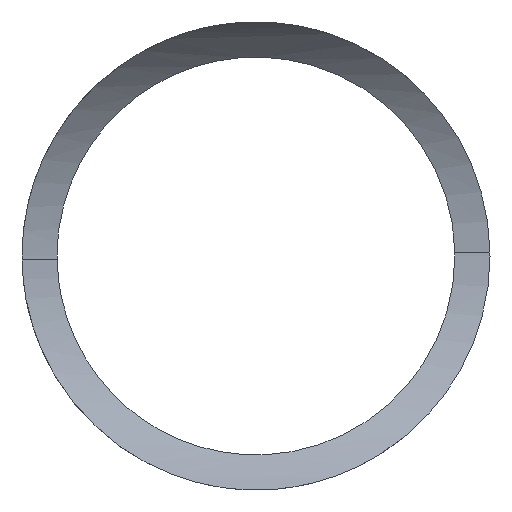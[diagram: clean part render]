
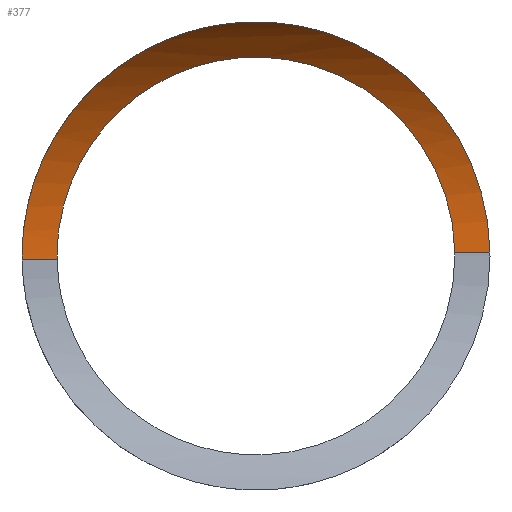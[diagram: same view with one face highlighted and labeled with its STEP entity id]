
A CAD part, front view. The second image highlights one B-rep face of the part: STEP entity #377.
In plain terms, the highlighted cylindrical face has radius 12.5 mm (diameter 25 mm), a partial arc.
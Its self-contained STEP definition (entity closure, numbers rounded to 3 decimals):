
#197=CARTESIAN_POINT('Vertex',(-318.684,-159.89,-63.295)) ;
#201=CARTESIAN_POINT('Control Point',(-318.684,-159.89,-63.295)) ;
#202=CARTESIAN_POINT('Control Point',(-318.706,-159.89,-62.008)) ;
#203=CARTESIAN_POINT('Control Point',(-318.972,-160.05,-60.724)) ;
#204=CARTESIAN_POINT('Control Point',(-319.479,-160.371,-59.542)) ;
#205=CARTESIAN_POINT('Control Point',(-320.437,-160.95,-58.079)) ;
#206=CARTESIAN_POINT('Control Point',(-321.69,-161.594,-56.926)) ;
#207=CARTESIAN_POINT('Control Point',(-322.078,-161.783,-56.618)) ;
#208=CARTESIAN_POINT('Control Point',(-323.181,-162.28,-55.864)) ;
#209=CARTESIAN_POINT('Control Point',(-324.437,-162.711,-55.328)) ;
#210=CARTESIAN_POINT('Control Point',(-325.283,-162.93,-55.083)) ;
#211=CARTESIAN_POINT('Control Point',(-327.026,-163.156,-54.83)) ;
#212=CARTESIAN_POINT('Control Point',(-328.779,-162.968,-55.026)) ;
#213=CARTESIAN_POINT('Control Point',(-329.601,-162.773,-55.23)) ;
#214=CARTESIAN_POINT('Control Point',(-331.082,-162.284,-55.789)) ;
#215=CARTESIAN_POINT('Control Point',(-332.36,-161.667,-56.64)) ;
#216=CARTESIAN_POINT('Control Point',(-332.925,-161.362,-57.11)) ;
#217=CARTESIAN_POINT('Control Point',(-334.188,-160.623,-58.411)) ;
#218=CARTESIAN_POINT('Control Point',(-335.093,-160.002,-60.047)) ;
#219=CARTESIAN_POINT('Control Point',(-335.486,-159.716,-61.129)) ;
#220=CARTESIAN_POINT('Control Point',(-335.683,-159.565,-62.284)) ;
#221=CARTESIAN_POINT('Control Point',(-335.683,-159.552,-63.441)) ;
#222=CARTESIAN_POINT('Vertex',(-335.683,-159.552,-63.441)) ;
#282=CARTESIAN_POINT('Vertex',(-337.181,-159.521,-63.611)) ;
#286=CARTESIAN_POINT('Control Point',(-337.181,-159.521,-63.611)) ;
#287=CARTESIAN_POINT('Control Point',(-337.182,-159.521,-63.554)) ;
#288=CARTESIAN_POINT('Control Point',(-337.183,-159.522,-63.498)) ;
#289=CARTESIAN_POINT('Control Point',(-337.183,-159.522,-63.441)) ;
#290=CARTESIAN_POINT('Vertex',(-337.183,-159.522,-63.441)) ;
#315=CARTESIAN_POINT('Axis2P3D Location',(-243.067,-173.901,-62.001)) ;
#320=CARTESIAN_POINT('Line Origine',(-242.818,-161.403,-62.001)) ;
#324=CARTESIAN_POINT('Vertex',(-317.184,-159.92,-63.27)) ;
#328=CARTESIAN_POINT('Control Point',(-317.184,-159.92,-63.27)) ;
#329=CARTESIAN_POINT('Control Point',(-317.207,-159.92,-61.91)) ;
#330=CARTESIAN_POINT('Control Point',(-317.462,-160.1,-60.553)) ;
#331=CARTESIAN_POINT('Control Point',(-317.946,-160.459,-59.293)) ;
#332=CARTESIAN_POINT('Control Point',(-319.153,-161.344,-57.198)) ;
#333=CARTESIAN_POINT('Control Point',(-320.832,-162.458,-55.607)) ;
#334=CARTESIAN_POINT('Control Point',(-321.695,-162.991,-54.98)) ;
#335=CARTESIAN_POINT('Control Point',(-323.32,-163.883,-54.093)) ;
#336=CARTESIAN_POINT('Control Point',(-325.199,-164.51,-53.589)) ;
#337=CARTESIAN_POINT('Control Point',(-326.029,-164.699,-53.452)) ;
#338=CARTESIAN_POINT('Control Point',(-327.326,-164.787,-53.388)) ;
#339=CARTESIAN_POINT('Control Point',(-328.593,-164.606,-53.527)) ;
#340=CARTESIAN_POINT('Control Point',(-329.016,-164.515,-53.597)) ;
#341=CARTESIAN_POINT('Control Point',(-329.911,-164.266,-53.794)) ;
#342=CARTESIAN_POINT('Control Point',(-330.751,-163.925,-54.081)) ;
#343=CARTESIAN_POINT('Control Point',(-331.188,-163.722,-54.26)) ;
#344=CARTESIAN_POINT('Control Point',(-332.158,-163.225,-54.725)) ;
#345=CARTESIAN_POINT('Control Point',(-333.041,-162.684,-55.304)) ;
#346=CARTESIAN_POINT('Control Point',(-333.515,-162.373,-55.667)) ;
#347=CARTESIAN_POINT('Control Point',(-334.443,-161.732,-56.494)) ;
#348=CARTESIAN_POINT('Control Point',(-335.245,-161.129,-57.47)) ;
#349=CARTESIAN_POINT('Control Point',(-335.624,-160.834,-58.017)) ;
#350=CARTESIAN_POINT('Control Point',(-336.375,-160.234,-59.323)) ;
#351=CARTESIAN_POINT('Control Point',(-336.886,-159.801,-60.803)) ;
#352=CARTESIAN_POINT('Control Point',(-337.084,-159.627,-61.664)) ;
#353=CARTESIAN_POINT('Control Point',(-337.183,-159.534,-62.552)) ;
#354=CARTESIAN_POINT('Control Point',(-337.183,-159.522,-63.441)) ;
#356=CARTESIAN_POINT('Line Origine',(-242.818,-161.403,-62.001)) ;
#360=CARTESIAN_POINT('Vertex',(-335.681,-159.551,-63.585)) ;
#364=CARTESIAN_POINT('Control Point',(-335.681,-159.551,-63.585)) ;
#365=CARTESIAN_POINT('Control Point',(-335.682,-159.551,-63.537)) ;
#366=CARTESIAN_POINT('Control Point',(-335.683,-159.551,-63.489)) ;
#367=CARTESIAN_POINT('Control Point',(-335.683,-159.552,-63.441)) ;
#316=DIRECTION('Axis2P3D Direction',(-1.,0.02,-0.017)) ;
#317=DIRECTION('Axis2P3D XDirection',(-0.02,-1.,0.)) ;
#321=DIRECTION('Vector Direction',(-1.,0.02,-0.017)) ;
#357=DIRECTION('Vector Direction',(-1.,0.02,-0.017)) ;
#318=AXIS2_PLACEMENT_3D('Cylinder Axis2P3D',#315,#316,#317) ;
#370=ORIENTED_EDGE('',*,*,#326,.F.) ;
#371=ORIENTED_EDGE('',*,*,#355,.T.) ;
#372=ORIENTED_EDGE('',*,*,#292,.F.) ;
#373=ORIENTED_EDGE('',*,*,#362,.F.) ;
#374=ORIENTED_EDGE('',*,*,#368,.T.) ;
#375=ORIENTED_EDGE('',*,*,#224,.F.) ;
#322=VECTOR('Line Direction',#321,1.) ;
#358=VECTOR('Line Direction',#357,1.) ;
#377=ADVANCED_FACE('PartBody',(#376),#319,.F.) ;
#200=B_SPLINE_CURVE_WITH_KNOTS('',5,(#201,#202,#203,#204,#205,#206,#207,#208,#209,#210,#211,#212,#213,#214,#215,#216,#217,#218,#219,#220,#221),.UNSPECIFIED.,.F.,.U.,(6,3,3,3,3,3,6),(0.,9.106,12.842,19.159,25.202,30.79,38.97),.UNSPECIFIED.) ;
#285=B_SPLINE_CURVE_WITH_KNOTS('',3,(#286,#287,#288,#289),.UNSPECIFIED.,.F.,.U.,(4,4),(0.,0.24),.UNSPECIFIED.) ;
#327=B_SPLINE_CURVE_WITH_KNOTS('',5,(#328,#329,#330,#331,#332,#333,#334,#335,#336,#337,#338,#339,#340,#341,#342,#343,#344,#345,#346,#347,#348,#349,#350,#351,#352,#353,#354),.UNSPECIFIED.,.F.,.U.,(6,3,3,3,3,3,3,3,6),(0.,9.618,17.997,23.985,27.064,30.687,35.432,40.555,46.842),.UNSPECIFIED.) ;
#363=B_SPLINE_CURVE_WITH_KNOTS('',3,(#364,#365,#366,#367),.UNSPECIFIED.,.F.,.U.,(4,4),(0.,0.204),.UNSPECIFIED.) ;
#319=CYLINDRICAL_SURFACE('generated cylinder',#318,12.5) ;
#224=EDGE_CURVE('',#198,#223,#200,.T.) ;
#292=EDGE_CURVE('',#283,#291,#285,.T.) ;
#326=EDGE_CURVE('',#325,#198,#323,.T.) ;
#355=EDGE_CURVE('',#325,#291,#327,.T.) ;
#362=EDGE_CURVE('',#361,#283,#359,.T.) ;
#368=EDGE_CURVE('',#361,#223,#363,.T.) ;
#369=EDGE_LOOP('',(#370,#371,#372,#373,#374,#375)) ;
#376=FACE_OUTER_BOUND('',#369,.T.) ;
#323=LINE('Line',#320,#322) ;
#359=LINE('Line',#356,#358) ;
#198=VERTEX_POINT('',#197) ;
#223=VERTEX_POINT('',#222) ;
#283=VERTEX_POINT('',#282) ;
#291=VERTEX_POINT('',#290) ;
#325=VERTEX_POINT('',#324) ;
#361=VERTEX_POINT('',#360) ;
